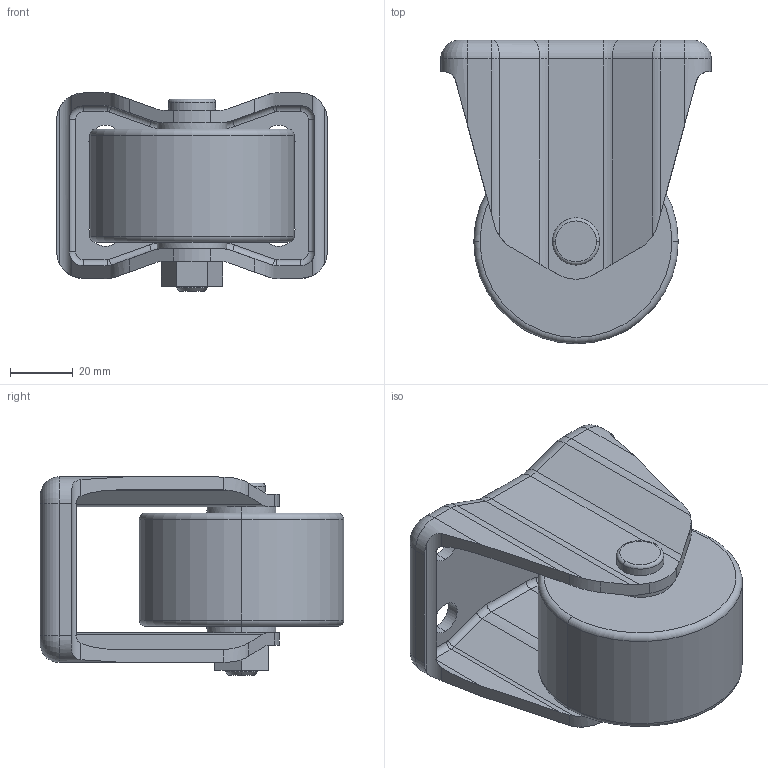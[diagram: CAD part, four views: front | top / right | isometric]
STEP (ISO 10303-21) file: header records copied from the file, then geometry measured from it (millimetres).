
FILE_DESCRIPTION (( 'STEP AP203' ), '1' );
FILE_NAME ('sone3D.STEP', '2013-12-12T06:19:20', ( '' ), ( '' ), 'SwSTEP 2.0', 'SolidWorks 2012', '' );
FILE_SCHEMA (( 'CONFIG_CONTROL_DESIGN' ));
Length unit declared in the file: millimetre
Products named in the file (1): sone3D
Bounding box: 86 x 96.5 x 63 mm (x, y, z)
Volume: 175980 mm3; surface area: 41947.2 mm2
Topology: 1 solids, 1 shells, 160 faces, 404 edges, 248 vertices
Faces by surface type: cylinder 74, plane 54, torus 30, cone 2
Entity records: 4983 total; most frequent: CARTESIAN_POINT 1061, DIRECTION 836, ORIENTED_EDGE 808, EDGE_CURVE 404, AXIS2_PLACEMENT_3D 323, VERTEX_POINT 248, VECTOR 190, LINE 190
